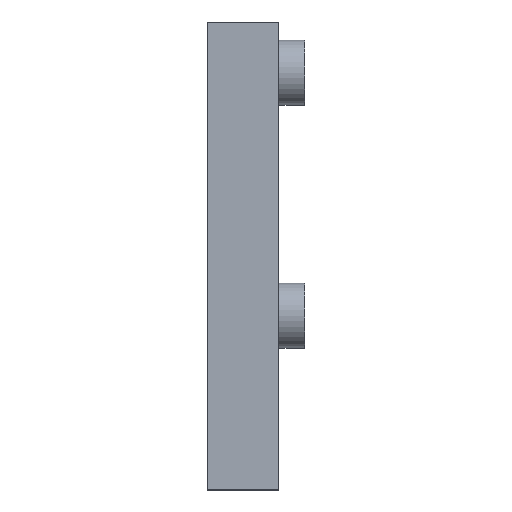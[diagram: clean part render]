
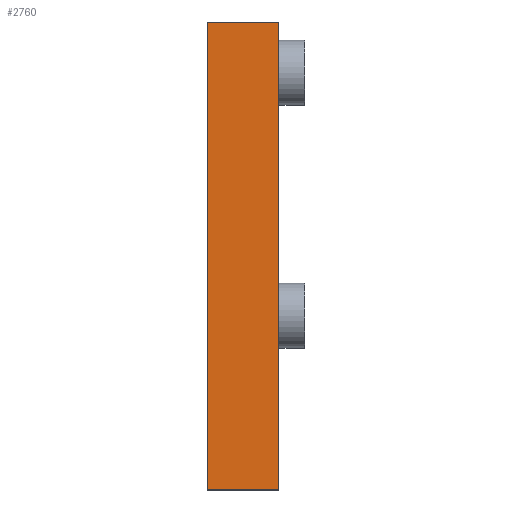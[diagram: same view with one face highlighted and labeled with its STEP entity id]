
A CAD part, top view. The second image highlights one B-rep face of the part: STEP entity #2760.
In plain terms, the highlighted planar face has unit normal (0, 0, 1).
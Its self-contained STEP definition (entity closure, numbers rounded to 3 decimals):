
#32 = EDGE_CURVE('',#33,#35,#37,.T.);
#33 = VERTEX_POINT('',#34);
#34 = CARTESIAN_POINT('',(58.,18.,88.));
#35 = VERTEX_POINT('',#36);
#36 = CARTESIAN_POINT('',(63.5,18.,88.));
#37 = SURFACE_CURVE('',#38,(#42,#54),.PCURVE_S1.);
#38 = LINE('',#39,#40);
#39 = CARTESIAN_POINT('',(58.,18.,88.));
#40 = VECTOR('',#41,1.);
#41 = DIRECTION('',(1.,0.,0.));
#42 = PCURVE('',#43,#48);
#43 = PLANE('',#44);
#44 = AXIS2_PLACEMENT_3D('',#45,#46,#47);
#45 = CARTESIAN_POINT('',(58.,18.,88.));
#46 = DIRECTION('',(0.,1.,0.));
#47 = DIRECTION('',(0.,0.,-1.));
#48 = DEFINITIONAL_REPRESENTATION('',(#49),#53);
#49 = LINE('',#50,#51);
#50 = CARTESIAN_POINT('',(0.,0.));
#51 = VECTOR('',#52,1.);
#52 = DIRECTION('',(0.,-1.));
#53 = ( GEOMETRIC_REPRESENTATION_CONTEXT(2) 
PARAMETRIC_REPRESENTATION_CONTEXT() REPRESENTATION_CONTEXT('2D SPACE',''
  ) );
#54 = PCURVE('',#55,#60);
#55 = PLANE('',#56);
#56 = AXIS2_PLACEMENT_3D('',#57,#58,#59);
#57 = CARTESIAN_POINT('',(60.75,0.,88.));
#58 = DIRECTION('',(0.,0.,-1.));
#59 = DIRECTION('',(-1.,0.,0.));
#60 = DEFINITIONAL_REPRESENTATION('',(#61),#65);
#61 = LINE('',#62,#63);
#62 = CARTESIAN_POINT('',(2.75,18.));
#63 = VECTOR('',#64,1.);
#64 = DIRECTION('',(-1.,0.));
#65 = ( GEOMETRIC_REPRESENTATION_CONTEXT(2) 
PARAMETRIC_REPRESENTATION_CONTEXT() REPRESENTATION_CONTEXT('2D SPACE',''
  ) );
#83 = PLANE('',#84);
#84 = AXIS2_PLACEMENT_3D('',#85,#86,#87);
#85 = CARTESIAN_POINT('',(63.5,0.,88.));
#86 = DIRECTION('',(1.,0.,0.));
#87 = DIRECTION('',(0.,1.,0.));
#137 = PLANE('',#138);
#138 = AXIS2_PLACEMENT_3D('',#139,#140,#141);
#139 = CARTESIAN_POINT('',(58.,0.,88.));
#140 = DIRECTION('',(1.,0.,0.));
#141 = DIRECTION('',(0.,1.,0.));
#399 = VERTEX_POINT('',#400);
#400 = CARTESIAN_POINT('',(58.,-18.,88.));
#414 = PLANE('',#415);
#415 = AXIS2_PLACEMENT_3D('',#416,#417,#418);
#416 = CARTESIAN_POINT('',(58.,-18.,88.));
#417 = DIRECTION('',(0.,-1.,0.));
#418 = DIRECTION('',(0.,0.,1.));
#426 = EDGE_CURVE('',#33,#399,#427,.T.);
#427 = SURFACE_CURVE('',#428,(#432,#439),.PCURVE_S1.);
#428 = LINE('',#429,#430);
#429 = CARTESIAN_POINT('',(58.,0.,88.));
#430 = VECTOR('',#431,1.);
#431 = DIRECTION('',(0.,-1.,0.));
#432 = PCURVE('',#137,#433);
#433 = DEFINITIONAL_REPRESENTATION('',(#434),#438);
#434 = LINE('',#435,#436);
#435 = CARTESIAN_POINT('',(0.,0.));
#436 = VECTOR('',#437,1.);
#437 = DIRECTION('',(-1.,0.));
#438 = ( GEOMETRIC_REPRESENTATION_CONTEXT(2) 
PARAMETRIC_REPRESENTATION_CONTEXT() REPRESENTATION_CONTEXT('2D SPACE',''
  ) );
#439 = PCURVE('',#55,#440);
#440 = DEFINITIONAL_REPRESENTATION('',(#441),#445);
#441 = LINE('',#442,#443);
#442 = CARTESIAN_POINT('',(2.75,0.));
#443 = VECTOR('',#444,1.);
#444 = DIRECTION('',(0.,-1.));
#445 = ( GEOMETRIC_REPRESENTATION_CONTEXT(2) 
PARAMETRIC_REPRESENTATION_CONTEXT() REPRESENTATION_CONTEXT('2D SPACE',''
  ) );
#869 = EDGE_CURVE('',#399,#870,#872,.T.);
#870 = VERTEX_POINT('',#871);
#871 = CARTESIAN_POINT('',(63.5,-18.,88.));
#872 = SURFACE_CURVE('',#873,(#877,#884),.PCURVE_S1.);
#873 = LINE('',#874,#875);
#874 = CARTESIAN_POINT('',(58.,-18.,88.));
#875 = VECTOR('',#876,1.);
#876 = DIRECTION('',(1.,0.,0.));
#877 = PCURVE('',#414,#878);
#878 = DEFINITIONAL_REPRESENTATION('',(#879),#883);
#879 = LINE('',#880,#881);
#880 = CARTESIAN_POINT('',(-0.,-0.));
#881 = VECTOR('',#882,1.);
#882 = DIRECTION('',(0.,-1.));
#883 = ( GEOMETRIC_REPRESENTATION_CONTEXT(2) 
PARAMETRIC_REPRESENTATION_CONTEXT() REPRESENTATION_CONTEXT('2D SPACE',''
  ) );
#884 = PCURVE('',#55,#885);
#885 = DEFINITIONAL_REPRESENTATION('',(#886),#890);
#886 = LINE('',#887,#888);
#887 = CARTESIAN_POINT('',(2.75,-18.));
#888 = VECTOR('',#889,1.);
#889 = DIRECTION('',(-1.,0.));
#890 = ( GEOMETRIC_REPRESENTATION_CONTEXT(2) 
PARAMETRIC_REPRESENTATION_CONTEXT() REPRESENTATION_CONTEXT('2D SPACE',''
  ) );
#2760 = ADVANCED_FACE('',(#2761),#55,.F.);
#2761 = FACE_BOUND('',#2762,.T.);
#2762 = EDGE_LOOP('',(#2763,#2764,#2765,#2786));
#2763 = ORIENTED_EDGE('',*,*,#426,.T.);
#2764 = ORIENTED_EDGE('',*,*,#869,.T.);
#2765 = ORIENTED_EDGE('',*,*,#2766,.F.);
#2766 = EDGE_CURVE('',#35,#870,#2767,.T.);
#2767 = SURFACE_CURVE('',#2768,(#2772,#2779),.PCURVE_S1.);
#2768 = LINE('',#2769,#2770);
#2769 = CARTESIAN_POINT('',(63.5,0.,88.));
#2770 = VECTOR('',#2771,1.);
#2771 = DIRECTION('',(0.,-1.,0.));
#2772 = PCURVE('',#55,#2773);
#2773 = DEFINITIONAL_REPRESENTATION('',(#2774),#2778);
#2774 = LINE('',#2775,#2776);
#2775 = CARTESIAN_POINT('',(-2.75,0.));
#2776 = VECTOR('',#2777,1.);
#2777 = DIRECTION('',(0.,-1.));
#2778 = ( GEOMETRIC_REPRESENTATION_CONTEXT(2) 
PARAMETRIC_REPRESENTATION_CONTEXT() REPRESENTATION_CONTEXT('2D SPACE',''
  ) );
#2779 = PCURVE('',#83,#2780);
#2780 = DEFINITIONAL_REPRESENTATION('',(#2781),#2785);
#2781 = LINE('',#2782,#2783);
#2782 = CARTESIAN_POINT('',(0.,0.));
#2783 = VECTOR('',#2784,1.);
#2784 = DIRECTION('',(-1.,0.));
#2785 = ( GEOMETRIC_REPRESENTATION_CONTEXT(2) 
PARAMETRIC_REPRESENTATION_CONTEXT() REPRESENTATION_CONTEXT('2D SPACE',''
  ) );
#2786 = ORIENTED_EDGE('',*,*,#32,.F.);
